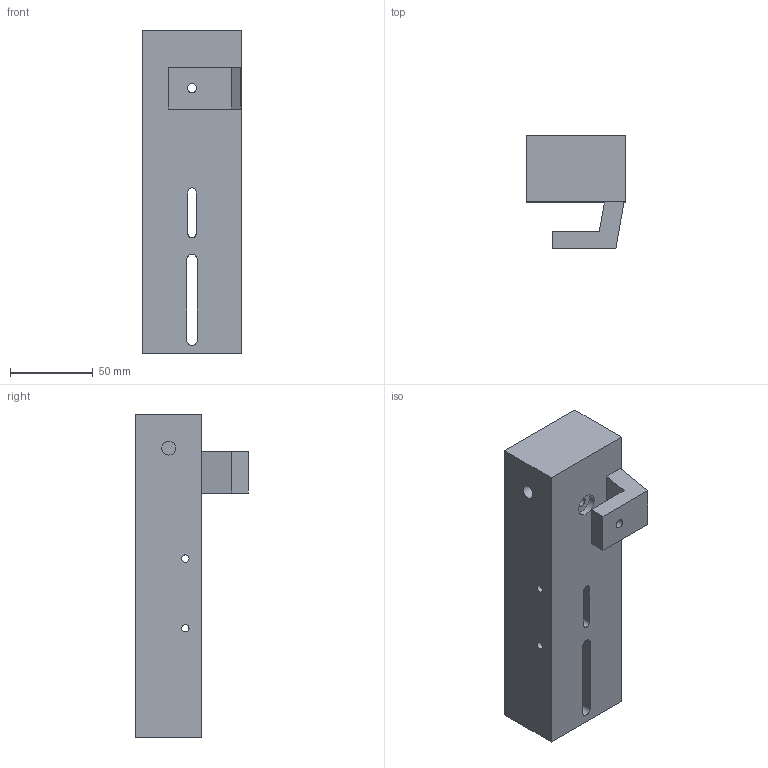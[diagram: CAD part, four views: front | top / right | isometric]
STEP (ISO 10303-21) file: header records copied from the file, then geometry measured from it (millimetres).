
FILE_DESCRIPTION(/* description */ (''),/* implementation_level */ '2;1');
FILE_NAME(/* name */ 'Seitenhalterung für vorne rechts v4.step',/* time_stamp */ '2020-04-11T11:22:32+02:00',/* author */ (''),/* organization */ (''),/* preprocessor_version */ 'ST-DEVELOPER v18',/* originating_system */ 'Autodesk Translation Framework v8.12.0.6',/* authorisation */ '');
FILE_SCHEMA (('AUTOMOTIVE_DESIGN { 1 0 10303 214 3 1 1 }'));
Length unit declared in the file: millimetre
Products named in the file (1): Seitenhalterung für vorne rechts
Bounding box: 60 x 68 x 195 mm (x, y, z)
Volume: 455163.4 mm3; surface area: 58237.5 mm2
Topology: 1 solids, 1 shells, 38 faces, 92 edges, 62 vertices
Faces by surface type: plane 24, cylinder 14
Full cylindrical faces by diameter (mm): 4.4 x2, 5.5 x2, 8.3 x1, 13.3 x3
Entity records: 1179 total; most frequent: DIRECTION 200, CARTESIAN_POINT 193, ORIENTED_EDGE 184, EDGE_CURVE 92, AXIS2_PLACEMENT_3D 69, LINE 62, VECTOR 62, VERTEX_POINT 62
